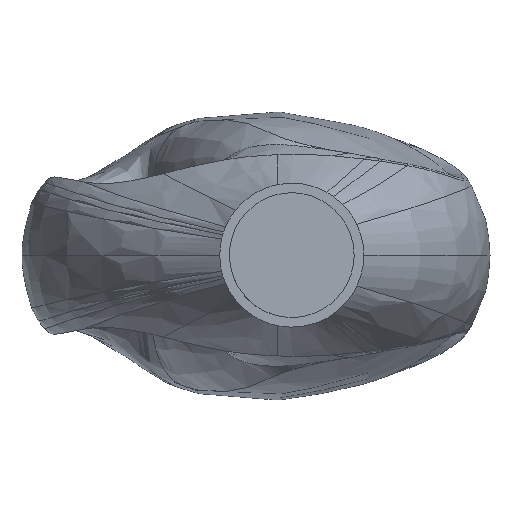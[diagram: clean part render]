
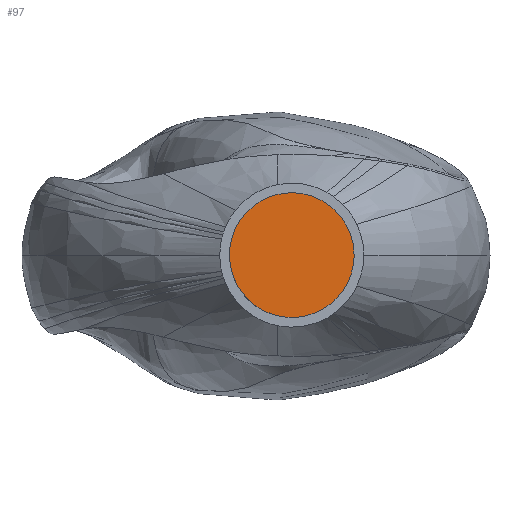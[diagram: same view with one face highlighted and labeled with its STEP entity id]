
A CAD part, top view. The second image highlights one B-rep face of the part: STEP entity #97.
In plain terms, the highlighted free-form (B-spline) face has degree [1, 1] with [2, 2] control points.
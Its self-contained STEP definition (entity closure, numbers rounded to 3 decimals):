
#24 = VERTEX_POINT('',#25);
#25 = CARTESIAN_POINT('',(28.786,0.,
    235.521));
#41 = VERTEX_POINT('',#42);
#42 = CARTESIAN_POINT('',(-18.318,0.,
    235.521));
#47 = EDGE_CURVE('',#24,#41,#48,.T.);
#48 = ( BOUNDED_CURVE() B_SPLINE_CURVE(2,(#49,#50,#51,#52,#53),
.UNSPECIFIED.,.F.,.F.) B_SPLINE_CURVE_WITH_KNOTS((3,2,3),(0.,
1.571,3.142),.PIECEWISE_BEZIER_KNOTS.) CURVE() 
GEOMETRIC_REPRESENTATION_ITEM() RATIONAL_B_SPLINE_CURVE((1.,
0.707,1.,0.707,1.)) REPRESENTATION_ITEM('') );
#49 = CARTESIAN_POINT('',(28.786,0.,
    235.521));
#50 = CARTESIAN_POINT('',(28.786,23.552,235.521
    ));
#51 = CARTESIAN_POINT('',(5.234,23.552,235.521)
  );
#52 = CARTESIAN_POINT('',(-18.318,23.552,235.521
    ));
#53 = CARTESIAN_POINT('',(-18.318,0.,
    235.521));
#79 = EDGE_CURVE('',#41,#24,#80,.T.);
#80 = ( BOUNDED_CURVE() B_SPLINE_CURVE(2,(#81,#82,#83,#84,#85),
.UNSPECIFIED.,.F.,.F.) B_SPLINE_CURVE_WITH_KNOTS((3,2,3),(3.142,
4.712,6.283),.PIECEWISE_BEZIER_KNOTS.) CURVE() 
GEOMETRIC_REPRESENTATION_ITEM() RATIONAL_B_SPLINE_CURVE((1.,
0.707,1.,0.707,1.)) REPRESENTATION_ITEM('') );
#81 = CARTESIAN_POINT('',(-18.318,0.,
    235.521));
#82 = CARTESIAN_POINT('',(-18.318,-23.552,235.521
    ));
#83 = CARTESIAN_POINT('',(5.234,-23.552,235.521)
  );
#84 = CARTESIAN_POINT('',(28.786,-23.552,235.521
    ));
#85 = CARTESIAN_POINT('',(28.786,0.,
    235.521));
#97 = ADVANCED_FACE('',(#98),#102,.T.);
#98 = FACE_BOUND('',#99,.T.);
#99 = EDGE_LOOP('',(#100,#101));
#100 = ORIENTED_EDGE('',*,*,#47,.T.);
#101 = ORIENTED_EDGE('',*,*,#79,.T.);
#102 = B_SPLINE_SURFACE_WITH_KNOTS('',1,1,(
    (#103,#104)
    ,(#105,#106
    )),.UNSPECIFIED.,.F.,.F.,.F.,(2,2),(2,2),(-17.5,
    27.5),(-22.5,22.5),
  .PIECEWISE_BEZIER_KNOTS.);
#103 = CARTESIAN_POINT('',(-18.318,-23.552,
    235.521));
#104 = CARTESIAN_POINT('',(-18.318,23.552,
    235.521));
#105 = CARTESIAN_POINT('',(28.786,-23.552,
    235.521));
#106 = CARTESIAN_POINT('',(28.786,23.552,
    235.521));
